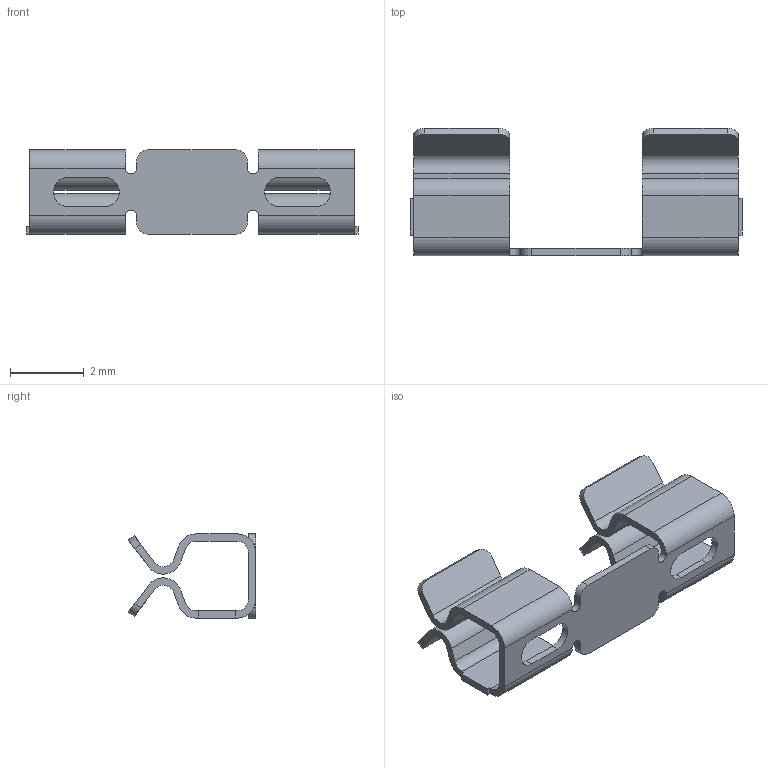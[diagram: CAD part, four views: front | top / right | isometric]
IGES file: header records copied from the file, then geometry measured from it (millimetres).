
Start section:  PTC IGES file: lc.igs
Global section: file name: lc.igs; native system: Pro/ENGINEER by Parametric Technology Corporation; preprocessor: 2010280; author: SSbourn; organization: e; date: 20110802.165056; units: millimetre
Bounding box: 8.99 x 3.45 x 2.28 mm (x, y, z)
Surface area: 127.4 mm2 (no closed solid volume)
Topology: 0 solids, 0 shells, 98 faces, 560 edges, 560 vertices
Faces by surface type: bspline 54, revolution 44
